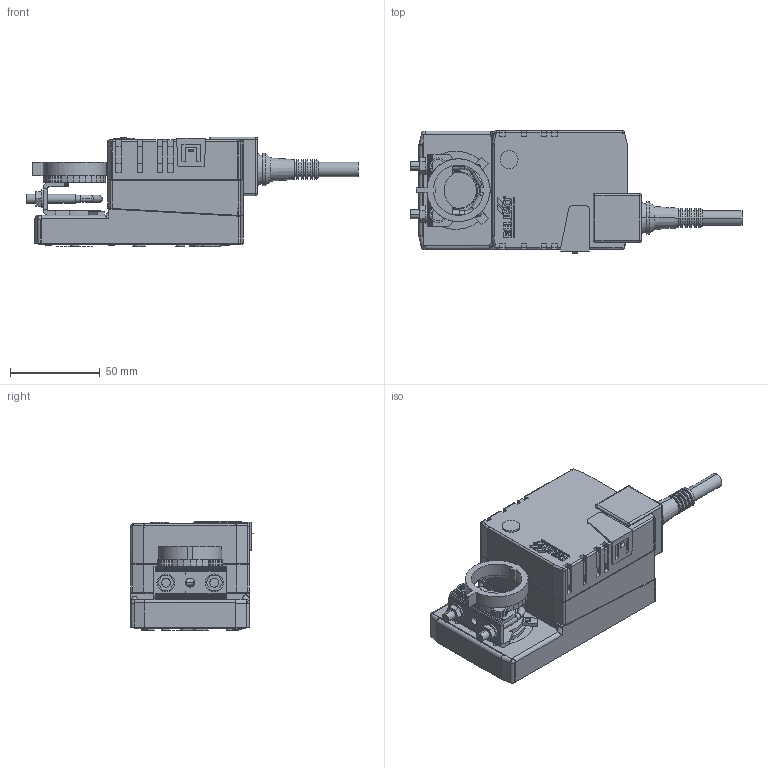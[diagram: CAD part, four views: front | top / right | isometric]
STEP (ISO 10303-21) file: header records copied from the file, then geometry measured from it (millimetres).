
FILE_DESCRIPTION(('no description'),'unknown implementation level');
FILE_NAME('Belimo_TMC24A_3D.stp',' ',('pit-cup GmbH'),('CADClick - KiM GmbH - www.kimweb.de'),'unknown preprocess','ACIS','unknown authorization');
FILE_SCHEMA(('automotive_design'));
Length unit declared in the file: millimetre
Products named in the file (3): 1; 2; 3
Bounding box: 185 x 68.07 x 61 mm (x, y, z)
Volume: 334673 mm3; surface area: 56753.4 mm2
Topology: 3 solids, 4 shells, 1123 faces, 3116 edges, 2007 vertices
Faces by surface type: plane 851, cylinder 237, sphere 21, cone 8, bspline 6
Entity records: 72819 total; most frequent: CARTESIAN_POINT 9101, STYLED_ITEM 6233, PRESENTATION_STYLE_ASSIGNMENT 6233, COLOUR_RGB 6233, ORIENTED_EDGE 6204, DIRECTION 5909, EDGE_CURVE 3100, CURVE_STYLE 3100
